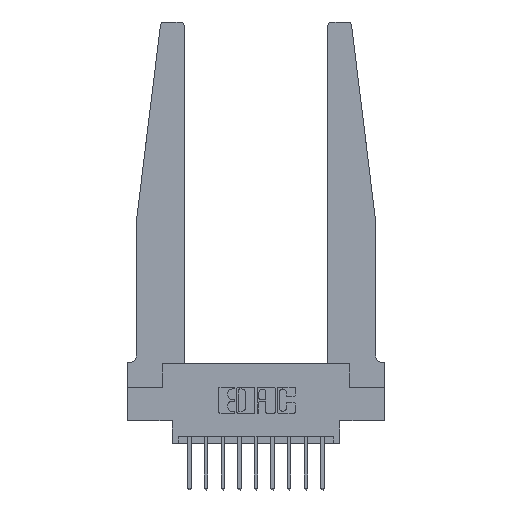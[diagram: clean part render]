
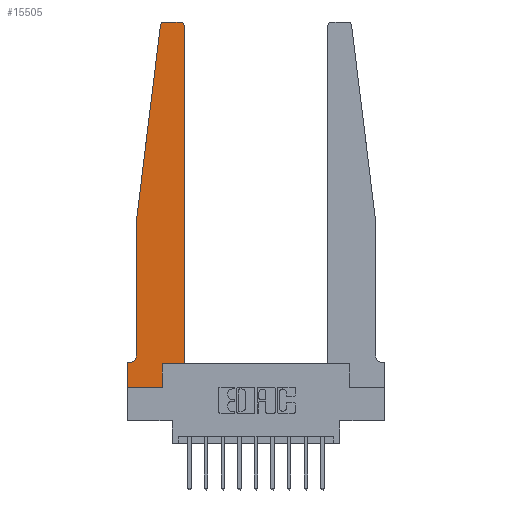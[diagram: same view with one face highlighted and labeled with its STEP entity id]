
A CAD part, top view. The second image highlights one B-rep face of the part: STEP entity #15505.
In plain terms, the highlighted planar face has unit normal (0, 0, 1).
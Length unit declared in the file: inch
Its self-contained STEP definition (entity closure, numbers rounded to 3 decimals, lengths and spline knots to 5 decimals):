
#34 = DIRECTION ( 'NONE',  ( 0., 1., 0. ) ) ;
#35 = EDGE_CURVE ( 'NONE', #10565, #14402, #14208, .T. ) ;
#342 = VECTOR ( 'NONE', #34, 39.37008 ) ;
#447 = CARTESIAN_POINT ( 'NONE',  ( 0.425, 0.18, 0.37 ) ) ;
#790 = ORIENTED_EDGE ( 'NONE', *, *, #6528, .T. ) ;
#823 = CARTESIAN_POINT ( 'NONE',  ( 0., 0.1875, 0.37 ) ) ;
#950 = DIRECTION ( 'NONE',  ( 0., -1., 0. ) ) ;
#1261 = CARTESIAN_POINT ( 'NONE',  ( 0.425, 0.18, 0.37 ) ) ;
#1849 = ORIENTED_EDGE ( 'NONE', *, *, #15137, .T. ) ;
#1990 = VERTEX_POINT ( 'NONE', #6695 ) ;
#2137 = CARTESIAN_POINT ( 'NONE',  ( 0.395, 2.72, 0.37 ) ) ;
#2198 = LINE ( 'NONE', #6973, #14054 ) ;
#2367 = AXIS2_PLACEMENT_3D ( 'NONE', #13333, #14594, #6062 ) ;
#2391 = LINE ( 'NONE', #1261, #12720 ) ;
#2440 = ORIENTED_EDGE ( 'NONE', *, *, #5003, .T. ) ;
#2628 = VECTOR ( 'NONE', #950, 39.37008 ) ;
#2666 = CARTESIAN_POINT ( 'NONE',  ( 0.065, 1.25, 0.37 ) ) ;
#2969 = VERTEX_POINT ( 'NONE', #10968 ) ;
#3125 = PLANE ( 'NONE',  #8257 ) ;
#3615 = CARTESIAN_POINT ( 'NONE',  ( 0.25, 2.75, 0.37 ) ) ;
#3632 = VECTOR ( 'NONE', #7303, 39.37008 ) ;
#4151 = EDGE_CURVE ( 'NONE', #9989, #13734, #5517, .T. ) ;
#4340 = CARTESIAN_POINT ( 'NONE',  ( 0.27653, 2.75, 0.37 ) ) ;
#4570 = DIRECTION ( 'NONE',  ( -1., 0., 0. ) ) ;
#4592 = CARTESIAN_POINT ( 'NONE',  ( 0.015, 0.1875, 0.37 ) ) ;
#4597 = CIRCLE ( 'NONE', #7635, 0.05 ) ;
#4656 = CARTESIAN_POINT ( 'NONE',  ( 0.015, 0.2375, 0.37 ) ) ;
#4784 = CARTESIAN_POINT ( 'NONE',  ( 0.395, 2.75, 0.37 ) ) ;
#5003 = EDGE_CURVE ( 'NONE', #13734, #8019, #5315, .T. ) ;
#5013 = VERTEX_POINT ( 'NONE', #4592 ) ;
#5067 = DIRECTION ( 'NONE',  ( 1., 0., 0. ) ) ;
#5091 = EDGE_LOOP ( 'NONE', ( #12118, #9665, #8829, #10555, #790, #1849, #6983, #5792, #9046, #15443, #15462, #2440 ) ) ;
#5315 = CIRCLE ( 'NONE', #11399, 0.03 ) ;
#5445 = CARTESIAN_POINT ( 'NONE',  ( 0.425, 2.72, 0.37 ) ) ;
#5517 = LINE ( 'NONE', #447, #5814 ) ;
#5671 = DIRECTION ( 'NONE',  ( 0., 0., 1. ) ) ;
#5792 = ORIENTED_EDGE ( 'NONE', *, *, #9540, .T. ) ;
#5814 = VECTOR ( 'NONE', #6578, 39.37008 ) ;
#5947 = VERTEX_POINT ( 'NONE', #4340 ) ;
#5950 = CARTESIAN_POINT ( 'NONE',  ( 0.065, 0.2375, 0.37 ) ) ;
#5955 = DIRECTION ( 'NONE',  ( 1., 0., 0. ) ) ;
#6062 = DIRECTION ( 'NONE',  ( 1., 0., 0. ) ) ;
#6528 = EDGE_CURVE ( 'NONE', #13655, #5013, #4597, .T. ) ;
#6578 = DIRECTION ( 'NONE',  ( 0., 1., 0. ) ) ;
#6695 = CARTESIAN_POINT ( 'NONE',  ( 0., 0., 0.37 ) ) ;
#6837 = CARTESIAN_POINT ( 'NONE',  ( 0., 0., 0.37 ) ) ;
#6973 = CARTESIAN_POINT ( 'NONE',  ( 0.065, 0.1875, 0.37 ) ) ;
#6983 = ORIENTED_EDGE ( 'NONE', *, *, #8800, .T. ) ;
#7144 = DIRECTION ( 'NONE',  ( 0., 0., 1. ) ) ;
#7303 = DIRECTION ( 'NONE',  ( 0., -1., 0. ) ) ;
#7426 = VECTOR ( 'NONE', #8925, 39.37008 ) ;
#7635 = AXIS2_PLACEMENT_3D ( 'NONE', #4656, #9502, #13123 ) ;
#7639 = EDGE_CURVE ( 'NONE', #8019, #5947, #11556, .T. ) ;
#7749 = LINE ( 'NONE', #2666, #7426 ) ;
#7803 = VERTEX_POINT ( 'NONE', #9149 ) ;
#8019 = VERTEX_POINT ( 'NONE', #4784 ) ;
#8257 = AXIS2_PLACEMENT_3D ( 'NONE', #823, #5671, #14045 ) ;
#8521 = EDGE_CURVE ( 'NONE', #5947, #2969, #11213, .T. ) ;
#8800 = EDGE_CURVE ( 'NONE', #9831, #1990, #9443, .T. ) ;
#8829 = ORIENTED_EDGE ( 'NONE', *, *, #11413, .T. ) ;
#8910 = VECTOR ( 'NONE', #11557, 39.37008 ) ;
#8925 = DIRECTION ( 'NONE',  ( -0.122, -0.992, 0. ) ) ;
#9028 = EDGE_CURVE ( 'NONE', #7803, #13655, #10864, .T. ) ;
#9046 = ORIENTED_EDGE ( 'NONE', *, *, #35, .T. ) ;
#9149 = CARTESIAN_POINT ( 'NONE',  ( 0.065, 1.25, 0.37 ) ) ;
#9443 = LINE ( 'NONE', #6837, #2628 ) ;
#9502 = DIRECTION ( 'NONE',  ( 0., 0., -1. ) ) ;
#9540 = EDGE_CURVE ( 'NONE', #1990, #10565, #11794, .T. ) ;
#9563 = CARTESIAN_POINT ( 'NONE',  ( 0.2605, 0.18, 0.37 ) ) ;
#9665 = ORIENTED_EDGE ( 'NONE', *, *, #8521, .T. ) ;
#9674 = CARTESIAN_POINT ( 'NONE',  ( 0.065, 1.25, 0.37 ) ) ;
#9721 = CARTESIAN_POINT ( 'NONE',  ( 0.2605, 0., 0.37 ) ) ;
#9792 = CARTESIAN_POINT ( 'NONE',  ( 0.2605, 0.18, 0.37 ) ) ;
#9831 = VERTEX_POINT ( 'NONE', #15113 ) ;
#9989 = VERTEX_POINT ( 'NONE', #13055 ) ;
#10344 = FACE_OUTER_BOUND ( 'NONE', #5091, .T. ) ;
#10555 = ORIENTED_EDGE ( 'NONE', *, *, #9028, .T. ) ;
#10565 = VERTEX_POINT ( 'NONE', #9721 ) ;
#10864 = LINE ( 'NONE', #9674, #3632 ) ;
#10968 = CARTESIAN_POINT ( 'NONE',  ( 0.24675, 2.72367, 0.37 ) ) ;
#11213 = CIRCLE ( 'NONE', #2367, 0.03 ) ;
#11399 = AXIS2_PLACEMENT_3D ( 'NONE', #2137, #7144, #5955 ) ;
#11413 = EDGE_CURVE ( 'NONE', #2969, #7803, #7749, .T. ) ;
#11556 = LINE ( 'NONE', #3615, #13467 ) ;
#11557 = DIRECTION ( 'NONE',  ( 1., 0., 0. ) ) ;
#11794 = LINE ( 'NONE', #12896, #8910 ) ;
#12022 = DIRECTION ( 'NONE',  ( -1., 0., 0. ) ) ;
#12118 = ORIENTED_EDGE ( 'NONE', *, *, #7639, .T. ) ;
#12666 = EDGE_CURVE ( 'NONE', #14402, #9989, #2391, .T. ) ;
#12720 = VECTOR ( 'NONE', #5067, 39.37008 ) ;
#12896 = CARTESIAN_POINT ( 'NONE',  ( 0., 0., 0.37 ) ) ;
#13055 = CARTESIAN_POINT ( 'NONE',  ( 0.425, 0.18, 0.37 ) ) ;
#13123 = DIRECTION ( 'NONE',  ( -1., 0., 0. ) ) ;
#13333 = CARTESIAN_POINT ( 'NONE',  ( 0.27653, 2.72, 0.37 ) ) ;
#13467 = VECTOR ( 'NONE', #12022, 39.37008 ) ;
#13655 = VERTEX_POINT ( 'NONE', #5950 ) ;
#13734 = VERTEX_POINT ( 'NONE', #5445 ) ;
#14045 = DIRECTION ( 'NONE',  ( 1., 0., 0. ) ) ;
#14054 = VECTOR ( 'NONE', #4570, 39.37008 ) ;
#14208 = LINE ( 'NONE', #9563, #342 ) ;
#14402 = VERTEX_POINT ( 'NONE', #9792 ) ;
#14594 = DIRECTION ( 'NONE',  ( 0., 0., 1. ) ) ;
#15113 = CARTESIAN_POINT ( 'NONE',  ( 0., 0.1875, 0.37 ) ) ;
#15137 = EDGE_CURVE ( 'NONE', #5013, #9831, #2198, .T. ) ;
#15443 = ORIENTED_EDGE ( 'NONE', *, *, #12666, .T. ) ;
#15462 = ORIENTED_EDGE ( 'NONE', *, *, #4151, .T. ) ;
#15505 = ADVANCED_FACE ( 'NONE', ( #10344 ), #3125, .T. ) ;
